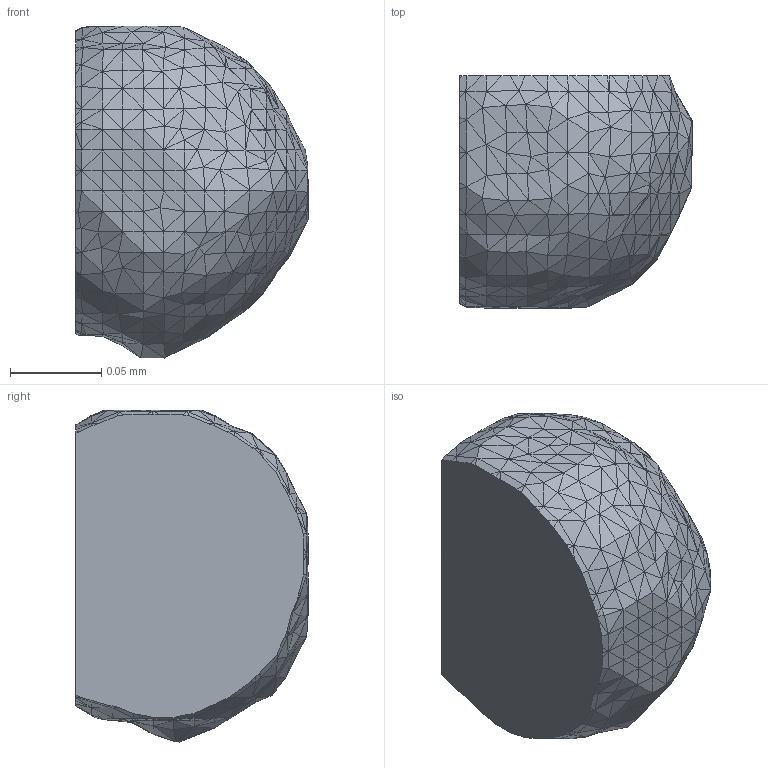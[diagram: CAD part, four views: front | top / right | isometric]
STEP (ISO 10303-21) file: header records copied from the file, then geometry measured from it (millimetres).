
FILE_DESCRIPTION(('FreeCAD Model'),'2;1');
FILE_NAME('Particle18.step','2020-11-10T02:01:39',( 'FreeCAD'),('FreeCAD'),'Open CASCADE STEP processor 7.4','FreeCAD', 'Unknown');
FILE_SCHEMA(('AUTOMOTIVE_DESIGN { 1 0 10303 214 1 1 1 1 }'));
Length unit declared in the file: millimetre
Products named in the file (1): Open CASCADE STEP translator 7.4 21
Bounding box: 0.13 x 0.13 x 0.18 mm (x, y, z)
Volume: 0 mm3; surface area: 0.1 mm2
Topology: 1 solids, 1 shells, 738 faces, 1192 edges, 456 vertices
Faces by surface type: plane 738
Entity records: 29366 total; most frequent: CARTESIAN_POINT 6079, DIRECTION 3746, ORIENTED_EDGE 2384, PCURVE 2384, DEFINITIONAL_REPRESENTATION 2384, LINE 2268, VECTOR 2268, B_SPLINE_CURVE_WITH_KNOTS 1308
